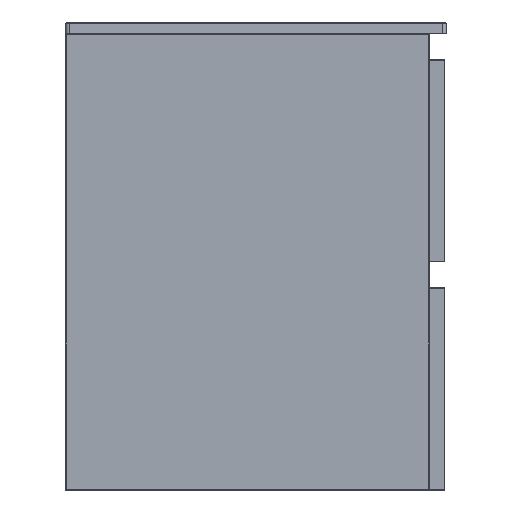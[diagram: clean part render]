
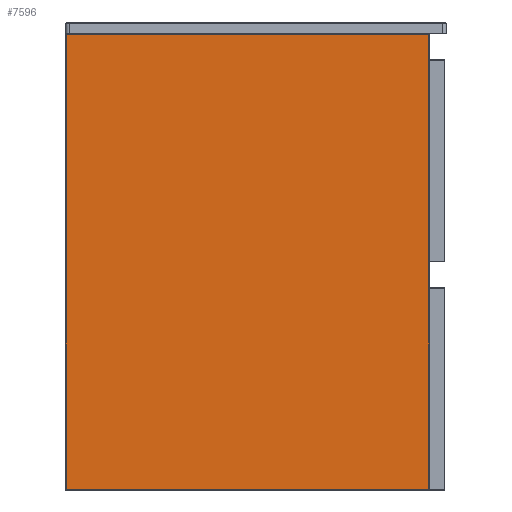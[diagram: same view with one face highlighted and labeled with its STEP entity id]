
A CAD part, left-side view. The second image highlights one B-rep face of the part: STEP entity #7596.
In plain terms, the highlighted face is planar.
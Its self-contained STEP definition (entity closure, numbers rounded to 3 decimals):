
#670=FACE_OUTER_BOUND('',#1105,.T.);
#1105=EDGE_LOOP('',(#6301,#6302,#6303,#6304));
#1959=LINE('',#11926,#2830);
#1963=LINE('',#11934,#2834);
#1966=LINE('',#11940,#2837);
#1969=LINE('',#11945,#2840);
#2830=VECTOR('',#9817,1.);
#2834=VECTOR('',#9823,1.);
#2837=VECTOR('',#9828,1.);
#2840=VECTOR('',#9833,1.);
#3471=VERTEX_POINT('',#11924);
#3472=VERTEX_POINT('',#11925);
#3475=VERTEX_POINT('',#11933);
#3477=VERTEX_POINT('',#11939);
#4433=EDGE_CURVE('',#3471,#3472,#1959,.T.);
#4437=EDGE_CURVE('',#3475,#3471,#1963,.T.);
#4440=EDGE_CURVE('',#3477,#3475,#1966,.T.);
#4443=EDGE_CURVE('',#3472,#3477,#1969,.T.);
#6301=ORIENTED_EDGE('',*,*,#4433,.F.);
#6302=ORIENTED_EDGE('',*,*,#4437,.F.);
#6303=ORIENTED_EDGE('',*,*,#4440,.F.);
#6304=ORIENTED_EDGE('',*,*,#4443,.F.);
#7077=PLANE('',#8166);
#7596=ADVANCED_FACE('',(#670),#7077,.T.);
#8166=AXIS2_PLACEMENT_3D('',#11947,#9835,#9836);
#9817=DIRECTION('',(0.,-1.,0.));
#9823=DIRECTION('',(0.,0.,-1.));
#9828=DIRECTION('',(0.,1.,0.));
#9833=DIRECTION('',(0.,0.,1.));
#9835=DIRECTION('center_axis',(1.,0.,0.));
#9836=DIRECTION('ref_axis',(0.,0.,-1.));
#11924=CARTESIAN_POINT('',(3659.712,-1.,-869.));
#11925=CARTESIAN_POINT('',(3659.712,-430.,-869.));
#11926=CARTESIAN_POINT('',(3659.712,-108.25,-869.));
#11933=CARTESIAN_POINT('',(3659.712,-1.,-331.));
#11934=CARTESIAN_POINT('',(3659.712,-1.,-465.5));
#11939=CARTESIAN_POINT('',(3659.712,-430.,-331.));
#11940=CARTESIAN_POINT('',(3659.712,-322.75,-331.));
#11945=CARTESIAN_POINT('',(3659.712,-430.,-734.5));
#11947=CARTESIAN_POINT('Origin',(3659.712,-215.5,-600.));
